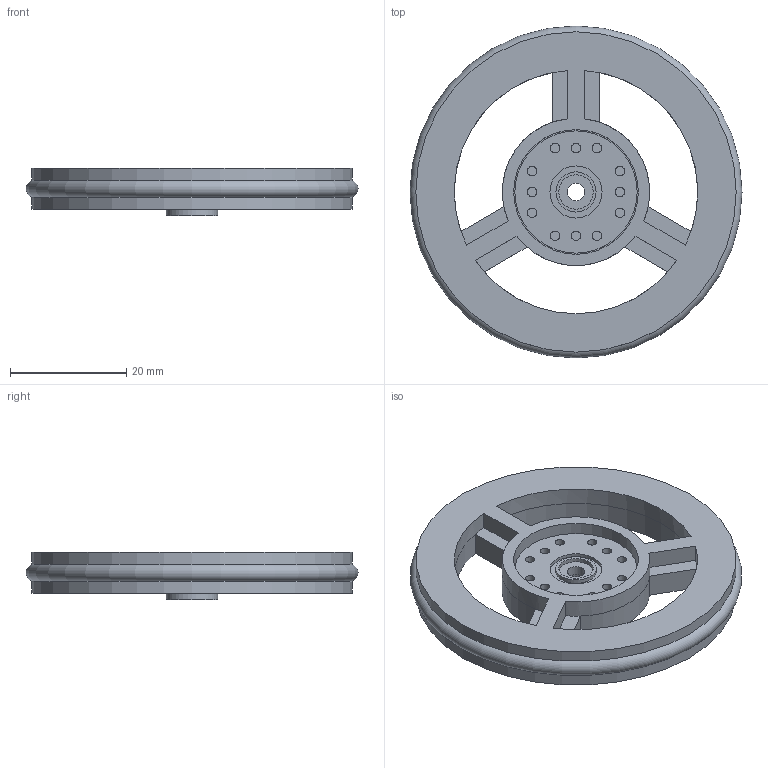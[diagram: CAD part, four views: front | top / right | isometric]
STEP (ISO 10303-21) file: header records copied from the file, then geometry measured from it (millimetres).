
FILE_DESCRIPTION(('FreeCAD Model'),'2;1');
FILE_NAME('renacuajo-original-wheel-assembly.stp','2014-09-21T20:41:20',('FreeCAD'),('FreeCAD'), 'Open CASCADE STEP processor 6.7','FreeCAD','Unknown');
FILE_SCHEMA(('AUTOMOTIVE_DESIGN_CC2 { 1 2 10303 214 -1 1 5 4 }'));
Length unit declared in the file: millimetre
Products named in the file (1): Renacuajo-original-wheel-assembly
Bounding box: 57 x 57 x 8.1 mm (x, y, z)
Volume: 11483.1 mm3; surface area: 9338.4 mm2
Topology: 3 solids, 3 shells, 68 faces, 155 edges, 98 vertices
Faces by surface type: cylinder 36, plane 29, cone 2, torus 1
Full cylindrical faces by diameter (mm): 1.6 x12, 3 x1, 5.8 x1, 5.9 x1, 6.9 x1, 8.8 x1, 8.95 x1, 9.3 x1, 9.6 x1, 21 x1, 21.4 x1, 55 x2
Entity records: 4643 total; most frequent: CARTESIAN_POINT 1022, DIRECTION 600, ORIENTED_EDGE 306, PCURVE 306, DEFINITIONAL_REPRESENTATION 306, LINE 298, VECTOR 298, EDGE_CURVE 153
